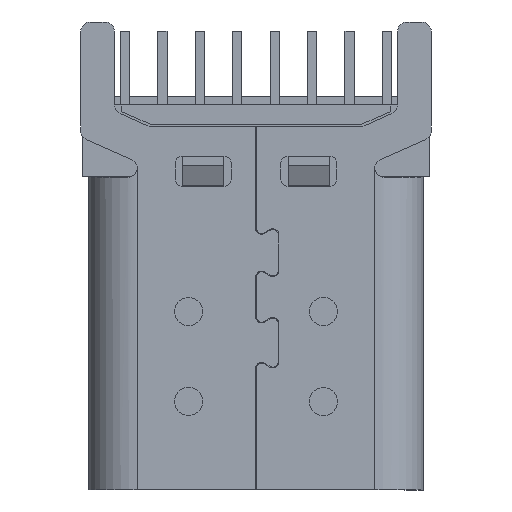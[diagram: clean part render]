
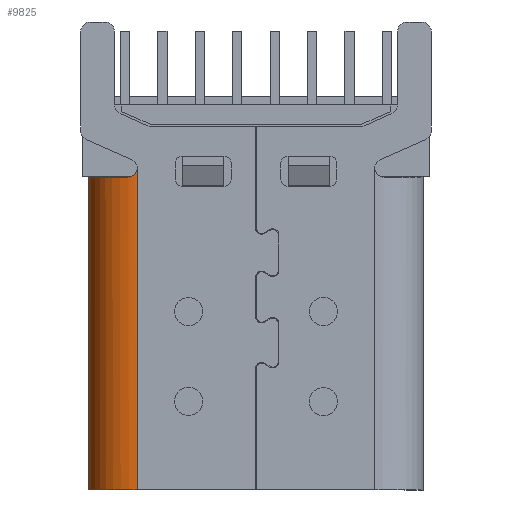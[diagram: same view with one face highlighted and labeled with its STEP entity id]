
A CAD part, left-side view. The second image highlights one B-rep face of the part: STEP entity #9825.
In plain terms, the highlighted cylindrical face has radius 1.3 mm (diameter 2.6 mm), a partial arc.
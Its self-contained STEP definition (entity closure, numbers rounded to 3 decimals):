
#71 = DIRECTION ( 'NONE',  ( 0., 1., 0. ) ) ;
#542 = VERTEX_POINT ( 'NONE', #7685 ) ;
#600 = ORIENTED_EDGE ( 'NONE', *, *, #5109, .T. ) ;
#629 = CARTESIAN_POINT ( 'NONE',  ( 2.404, 44.56, 6.042 ) ) ;
#723 = DIRECTION ( 'NONE',  ( 0., 1., 0. ) ) ;
#791 = VERTEX_POINT ( 'NONE', #960 ) ;
#960 = CARTESIAN_POINT ( 'NONE',  ( 2.404, 44.56, -1.858 ) ) ;
#1137 = DIRECTION ( 'NONE',  ( 0., 0., -1. ) ) ;
#1318 = CARTESIAN_POINT ( 'NONE',  ( 3.704, 44.56, 6.042 ) ) ;
#1687 = VERTEX_POINT ( 'NONE', #5974 ) ;
#2044 = CARTESIAN_POINT ( 'NONE',  ( 2.428, 44.81, 6.492 ) ) ;
#3061 = CARTESIAN_POINT ( 'NONE',  ( 2.428, 44.81, 6.492 ) ) ;
#3117 = LINE ( 'NONE', #629, #15726 ) ;
#3879 = AXIS2_PLACEMENT_3D ( 'NONE', #10826, #5623, #723 ) ;
#3930 = ORIENTED_EDGE ( 'NONE', *, *, #4905, .T. ) ;
#4775 = AXIS2_PLACEMENT_3D ( 'NONE', #9016, #15306, #11261 ) ;
#4905 = EDGE_CURVE ( 'NONE', #1687, #10467, #5539, .T. ) ;
#5109 = EDGE_CURVE ( 'NONE', #10467, #542, #11022, .T. ) ;
#5539 = B_SPLINE_CURVE_WITH_KNOTS ( 'NONE', 3,
 ( #13969, #9929, #11493, #14892, #14963, #3061 ),
 .UNSPECIFIED., .F., .F.,
 ( 4, 2, 4 ),
 ( 0., 0., 0. ),
 .UNSPECIFIED. ) ;
#5623 = DIRECTION ( 'NONE',  ( 0., 0., -1. ) ) ;
#5757 = DIRECTION ( 'NONE',  ( 0., 0., 1. ) ) ;
#5974 = CARTESIAN_POINT ( 'NONE',  ( 2.404, 44.56, 6.742 ) ) ;
#6025 = EDGE_CURVE ( 'NONE', #791, #1687, #3117, .T. ) ;
#6138 = ORIENTED_EDGE ( 'NONE', *, *, #6025, .T. ) ;
#6369 = DIRECTION ( 'NONE',  ( 0., 0., -1. ) ) ;
#6644 = ORIENTED_EDGE ( 'NONE', *, *, #10153, .T. ) ;
#7425 = CARTESIAN_POINT ( 'NONE',  ( 3.704, 45.86, 6.042 ) ) ;
#7601 = CYLINDRICAL_SURFACE ( 'NONE', #12896, 1.3 ) ;
#7613 = VERTEX_POINT ( 'NONE', #11311 ) ;
#7685 = CARTESIAN_POINT ( 'NONE',  ( 3.704, 45.86, 6.492 ) ) ;
#7981 = EDGE_LOOP ( 'NONE', ( #3930, #600, #6644, #12082, #6138 ) ) ;
#8397 = EDGE_CURVE ( 'NONE', #791, #7613, #11900, .T. ) ;
#9016 = CARTESIAN_POINT ( 'NONE',  ( 3.704, 44.56, -1.858 ) ) ;
#9825 = ADVANCED_FACE ( 'NONE', ( #12646 ), #7601, .T. ) ;
#9929 = CARTESIAN_POINT ( 'NONE',  ( 2.404, 44.56, 6.676 ) ) ;
#10153 = EDGE_CURVE ( 'NONE', #542, #7613, #11236, .T. ) ;
#10467 = VERTEX_POINT ( 'NONE', #2044 ) ;
#10826 = CARTESIAN_POINT ( 'NONE',  ( 3.704, 44.56, 6.492 ) ) ;
#11022 = CIRCLE ( 'NONE', #3879, 1.3 ) ;
#11236 = LINE ( 'NONE', #7425, #11688 ) ;
#11261 = DIRECTION ( 'NONE',  ( 0., 1., 0. ) ) ;
#11311 = CARTESIAN_POINT ( 'NONE',  ( 3.704, 45.86, -1.858 ) ) ;
#11493 = CARTESIAN_POINT ( 'NONE',  ( 2.404, 44.587, 6.611 ) ) ;
#11688 = VECTOR ( 'NONE', #1137, 1000. ) ;
#11900 = CIRCLE ( 'NONE', #4775, 1.3 ) ;
#12082 = ORIENTED_EDGE ( 'NONE', *, *, #8397, .F. ) ;
#12646 = FACE_OUTER_BOUND ( 'NONE', #7981, .T. ) ;
#12896 = AXIS2_PLACEMENT_3D ( 'NONE', #1318, #6369, #71 ) ;
#13969 = CARTESIAN_POINT ( 'NONE',  ( 2.404, 44.56, 6.742 ) ) ;
#14892 = CARTESIAN_POINT ( 'NONE',  ( 2.409, 44.68, 6.519 ) ) ;
#14963 = CARTESIAN_POINT ( 'NONE',  ( 2.416, 44.745, 6.492 ) ) ;
#15306 = DIRECTION ( 'NONE',  ( 0., 0., -1. ) ) ;
#15726 = VECTOR ( 'NONE', #5757, 1000. ) ;
